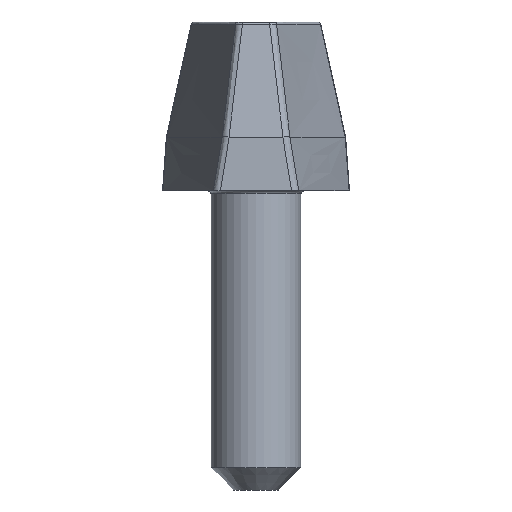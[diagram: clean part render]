
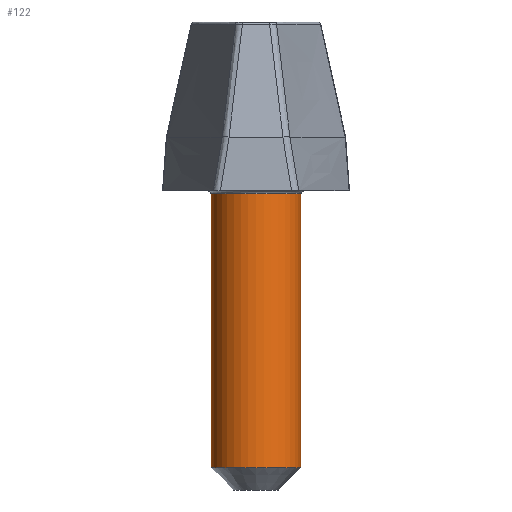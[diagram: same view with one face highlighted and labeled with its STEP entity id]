
A CAD part, left-side view. The second image highlights one B-rep face of the part: STEP entity #122.
In plain terms, the highlighted cylindrical face has radius 3 mm (diameter 6 mm), a full revolution.
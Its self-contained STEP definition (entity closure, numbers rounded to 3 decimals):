
#122 = ADVANCED_FACE( '', ( #267, #268 ), #269, .T. );
#267 = FACE_OUTER_BOUND( '', #807, .T. );
#268 = FACE_OUTER_BOUND( '', #808, .T. );
#269 = CYLINDRICAL_SURFACE( '', #809, 3. );
#807 = EDGE_LOOP( '', ( #1457 ) );
#808 = EDGE_LOOP( '', ( #1458 ) );
#809 = AXIS2_PLACEMENT_3D( '', #1459, #1460, #1461 );
#1457 = ORIENTED_EDGE( '', *, *, #1778, .T. );
#1458 = ORIENTED_EDGE( '', *, *, #1779, .T. );
#1459 = CARTESIAN_POINT( '', ( 0., 0., 3. ) );
#1460 = DIRECTION( '', ( 0., 0., -1. ) );
#1461 = DIRECTION( '', ( 1., 0., 0. ) );
#1778 = EDGE_CURVE( '', #2019, #2019, #2020, .F. );
#1779 = EDGE_CURVE( '', #2021, #2021, #2022, .T. );
#2019 = VERTEX_POINT( '', #2751 );
#2020 = CIRCLE( '', #2752, 3. );
#2021 = VERTEX_POINT( '', #2753 );
#2022 = CIRCLE( '', #2754, 3. );
#2751 = CARTESIAN_POINT( '', ( 3., 0., -0.2 ) );
#2752 = AXIS2_PLACEMENT_3D( '', #3249, #3250, #3251 );
#2753 = CARTESIAN_POINT( '', ( 3., 0., -18.5 ) );
#2754 = AXIS2_PLACEMENT_3D( '', #3252, #3253, #3254 );
#3249 = CARTESIAN_POINT( '', ( 0., 0., -0.2 ) );
#3250 = DIRECTION( '', ( 0., 0., 1. ) );
#3251 = DIRECTION( '', ( 1., 0., 0. ) );
#3252 = CARTESIAN_POINT( '', ( 0., 0., -18.5 ) );
#3253 = DIRECTION( '', ( 0., 0., 1. ) );
#3254 = DIRECTION( '', ( 1., 0., 0. ) );
